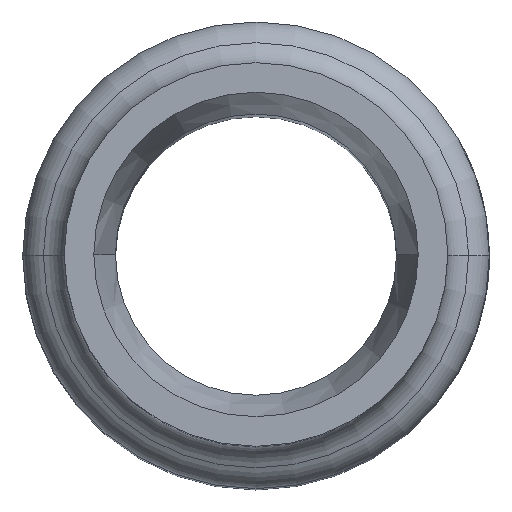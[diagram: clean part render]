
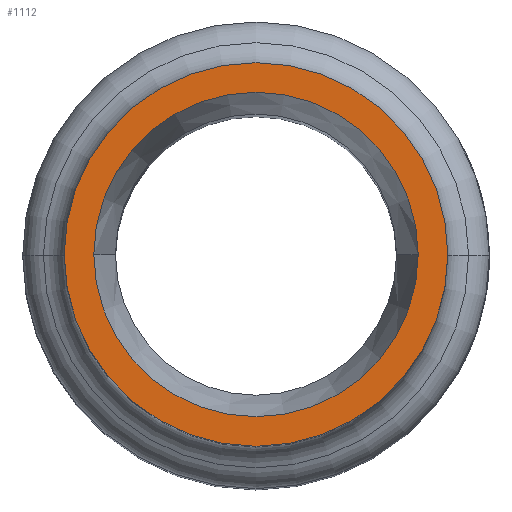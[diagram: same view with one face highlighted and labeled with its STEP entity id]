
A CAD part, top view. The second image highlights one B-rep face of the part: STEP entity #1112.
In plain terms, the highlighted planar face has unit normal (0, 0, 1).
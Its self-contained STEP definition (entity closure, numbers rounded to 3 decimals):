
#726 = AXIS2_PLACEMENT_3D ( 'NONE', #942, #1354, #16416 ) ;
#942 = CARTESIAN_POINT ( 'NONE',  ( 0., 15.25, 0. ) ) ;
#1112 = ADVANCED_FACE ( 'NONE', ( #18239, #20616 ), #26818, .F. ) ;
#1217 = CIRCLE ( 'NONE', #13782, 14.25 ) ;
#1245 = VERTEX_POINT ( 'NONE', #23714 ) ;
#1354 = DIRECTION ( 'NONE',  ( 0., 0., -1. ) ) ;
#1652 = VERTEX_POINT ( 'NONE', #20005 ) ;
#2469 = CARTESIAN_POINT ( 'NONE',  ( 0., 0., 0. ) ) ;
#2643 = DIRECTION ( 'NONE',  ( 1., 0., 0. ) ) ;
#2734 = EDGE_CURVE ( 'NONE', #1652, #18673, #16045, .T. ) ;
#2960 = CARTESIAN_POINT ( 'NONE',  ( 0., 0., 0. ) ) ;
#3595 = EDGE_CURVE ( 'NONE', #4584, #1245, #1217, .T. ) ;
#4584 = VERTEX_POINT ( 'NONE', #21279 ) ;
#4815 = AXIS2_PLACEMENT_3D ( 'NONE', #24169, #24441, #9509 ) ;
#4937 = CIRCLE ( 'NONE', #24694, 16.85 ) ;
#6124 = DIRECTION ( 'NONE',  ( 1., 0., 0. ) ) ;
#7191 = EDGE_LOOP ( 'NONE', ( #10981, #8201 ) ) ;
#7351 = CIRCLE ( 'NONE', #14993, 14.25 ) ;
#8201 = ORIENTED_EDGE ( 'NONE', *, *, #25697, .T. ) ;
#9509 = DIRECTION ( 'NONE',  ( 1., 0., 0. ) ) ;
#10981 = ORIENTED_EDGE ( 'NONE', *, *, #2734, .T. ) ;
#11104 = DIRECTION ( 'NONE',  ( 0., 0., 1. ) ) ;
#12593 = DIRECTION ( 'NONE',  ( 0., 0., 1. ) ) ;
#13782 = AXIS2_PLACEMENT_3D ( 'NONE', #2469, #12593, #6124 ) ;
#14751 = EDGE_CURVE ( 'NONE', #1245, #4584, #7351, .T. ) ;
#14804 = ORIENTED_EDGE ( 'NONE', *, *, #3595, .F. ) ;
#14993 = AXIS2_PLACEMENT_3D ( 'NONE', #17699, #26269, #2643 ) ;
#15905 = DIRECTION ( 'NONE',  ( 1., 0., 0. ) ) ;
#16045 = CIRCLE ( 'NONE', #4815, 16.85 ) ;
#16416 = DIRECTION ( 'NONE',  ( -1., 0., 0. ) ) ;
#17699 = CARTESIAN_POINT ( 'NONE',  ( 0., 0., 0. ) ) ;
#18063 = ORIENTED_EDGE ( 'NONE', *, *, #14751, .F. ) ;
#18239 = FACE_BOUND ( 'NONE', #27171, .T. ) ;
#18673 = VERTEX_POINT ( 'NONE', #21806 ) ;
#20005 = CARTESIAN_POINT ( 'NONE',  ( 16.85, 0., 0. ) ) ;
#20616 = FACE_OUTER_BOUND ( 'NONE', #7191, .T. ) ;
#21279 = CARTESIAN_POINT ( 'NONE',  ( -14.25, 0., 0. ) ) ;
#21806 = CARTESIAN_POINT ( 'NONE',  ( -16.85, 0., 0. ) ) ;
#23714 = CARTESIAN_POINT ( 'NONE',  ( 14.25, 0., 0. ) ) ;
#24169 = CARTESIAN_POINT ( 'NONE',  ( 0., 0., 0. ) ) ;
#24441 = DIRECTION ( 'NONE',  ( 0., 0., 1. ) ) ;
#24694 = AXIS2_PLACEMENT_3D ( 'NONE', #2960, #11104, #15905 ) ;
#25697 = EDGE_CURVE ( 'NONE', #18673, #1652, #4937, .T. ) ;
#26269 = DIRECTION ( 'NONE',  ( 0., 0., 1. ) ) ;
#26818 = PLANE ( 'NONE',  #726 ) ;
#27171 = EDGE_LOOP ( 'NONE', ( #18063, #14804 ) ) ;
